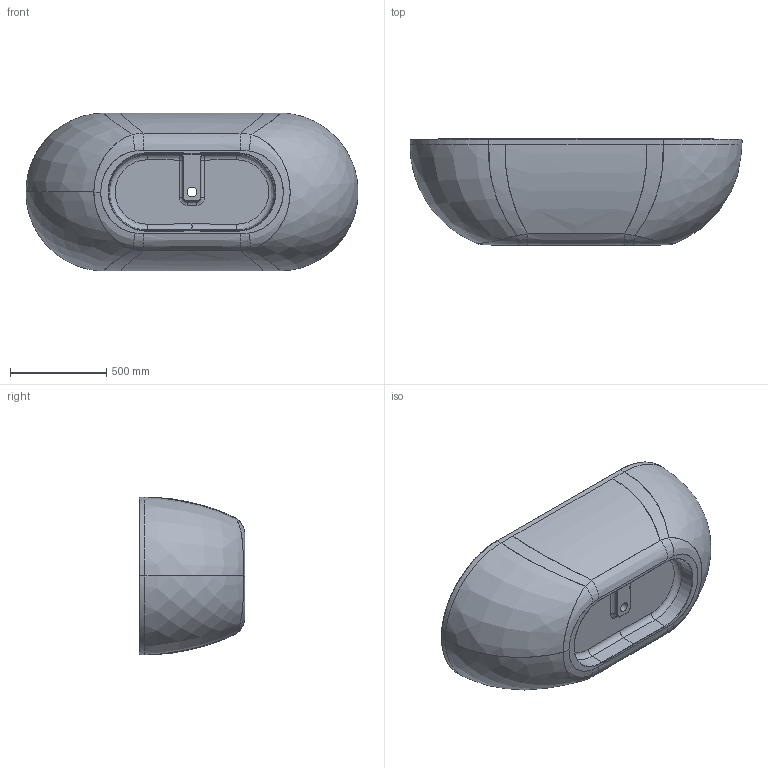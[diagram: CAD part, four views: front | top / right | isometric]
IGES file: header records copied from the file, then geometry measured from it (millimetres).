
Start section:  PTC IGES file: Villa_Bath_1725x820.igs
Global section: file name: Villa_Bath_1725x820.igs; native system: Creo Parametric by PTC Inc.; preprocessor: 2018190; author: IPelchen; organization: Unknown; date: 20190423.085350; units: millimetre
Bounding box: 1725 x 550 x 820 mm (x, y, z)
Surface area: 5502867.1 mm2 (no closed solid volume)
Topology: 0 solids, 0 shells, 134 faces, 634 edges, 634 vertices
Faces by surface type: bspline 86, revolution 36, extrusion 12
